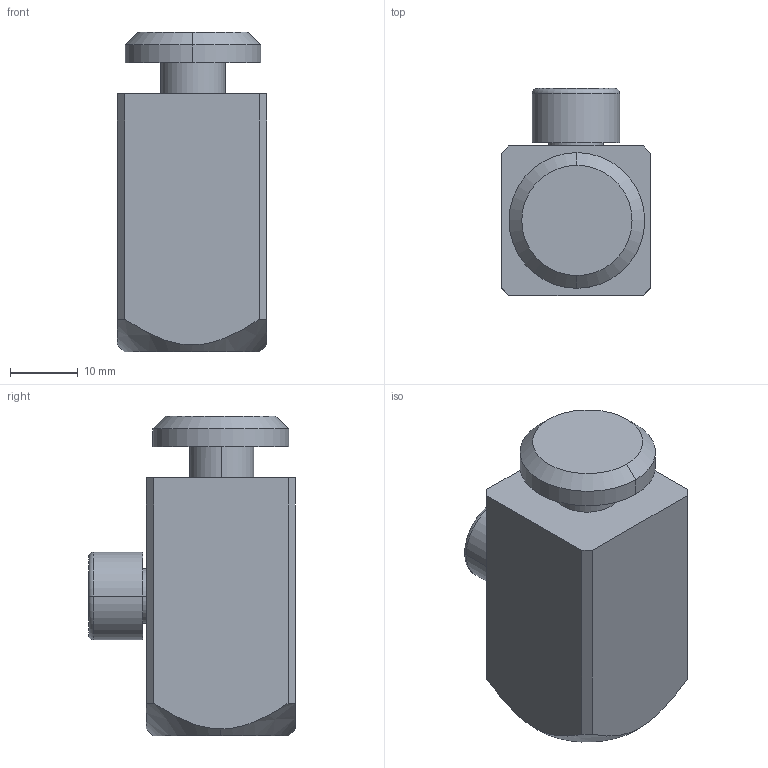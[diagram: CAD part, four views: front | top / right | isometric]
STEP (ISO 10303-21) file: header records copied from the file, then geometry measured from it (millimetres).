
FILE_DESCRIPTION(('Creo Elements/Direct Modeling STEP Export'),'2;1');
FILE_NAME('55.0042_Profilverbinder-MMS-55_Standardverbinder-Rund-Hammer.stp','2022-03-21T 8:06:10',(''),(''),'PTC Creo Elements/Direct Modeling STEP processor for AP214 (Solid Model)','PTC Creo Elements/Direct Modeling 19.0C 15-Aug-2015 (C) Parametric Technology GmbH','');
FILE_SCHEMA(('AUTOMOTIVE_DESIGN { 1 0 10303 214 1 1 1 1 }'));
Length unit declared in the file: millimetre
Products named in the file (5): Spannschraube-MMS-4455_Verbinder_96.4005_PX171732; Druckfeder-DIN2098_D9x08x21_96.4004_PX171727; Hammer-MMS-44-55_Rund-Hammer_96.4008_PX171830; Profileinsatz-MMS-55_Stahl_96.5002_PX175934; Profilverbinder-MMS-55_Standardverbinder-Rund-Hammer_55.0042_PX175943
Assembly tree (4 placements, depth 2):
  Profilverbinder-MMS-55_Standardverbinder-Rund-Hammer_55.0042_PX175943
    Profileinsatz-MMS-55_Stahl_96.5002_PX175934
    Hammer-MMS-44-55_Rund-Hammer_96.4008_PX171830
    Druckfeder-DIN2098_D9x08x21_96.4004_PX171727
    Spannschraube-MMS-4455_Verbinder_96.4005_PX171732
Bounding box: 22.01 x 30.51 x 47.1 mm (x, y, z)
Volume: 19320.5 mm3; surface area: 8491.2 mm2
Topology: 4 solids, 4 shells, 69 faces, 166 edges, 105 vertices
Faces by surface type: plane 27, cone 18, cylinder 16, bspline 6, torus 2
Entity records: 9196 total; most frequent: CARTESIAN_POINT 7592, ORIENTED_EDGE 324, DIRECTION 262, EDGE_CURVE 162, VERTEX_POINT 105, AXIS2_PLACEMENT_3D 99, EDGE_LOOP 77, FACE_OUTER_BOUND 69
